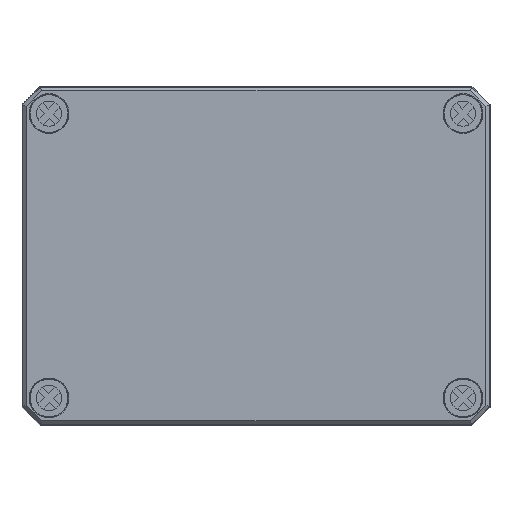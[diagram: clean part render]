
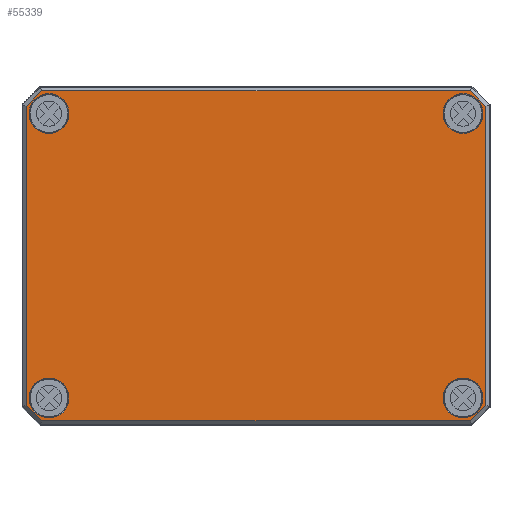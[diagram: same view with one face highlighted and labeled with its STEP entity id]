
A CAD part, top view. The second image highlights one B-rep face of the part: STEP entity #55339.
In plain terms, the highlighted planar face has unit normal (0, 0, 1).
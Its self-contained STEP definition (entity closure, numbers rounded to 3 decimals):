
#7776=LINE('',#99051,#12130);
#7777=LINE('',#99053,#12131);
#7778=LINE('',#99055,#12132);
#7779=LINE('',#99057,#12133);
#7780=LINE('',#99059,#12134);
#7781=LINE('',#99061,#12135);
#7782=LINE('',#99063,#12136);
#7783=LINE('',#99064,#12137);
#12130=VECTOR('',#68000,10.);
#12131=VECTOR('',#68001,10.);
#12132=VECTOR('',#68002,10.);
#12133=VECTOR('',#68003,10.);
#12134=VECTOR('',#68004,10.);
#12135=VECTOR('',#68005,10.);
#12136=VECTOR('',#68006,10.);
#12137=VECTOR('',#68007,10.);
#13158=FACE_BOUND('',#20492,.T.);
#13159=FACE_BOUND('',#20493,.T.);
#13160=FACE_BOUND('',#20494,.T.);
#13161=FACE_BOUND('',#20495,.T.);
#14232=PLANE('',#58356);
#16999=FACE_OUTER_BOUND('',#20491,.T.);
#20491=EDGE_LOOP('',(#49601,#49602,#49603,#49604,#49605,#49606,#49607,#49608));
#20492=EDGE_LOOP('',(#49609));
#20493=EDGE_LOOP('',(#49610));
#20494=EDGE_LOOP('',(#49611));
#20495=EDGE_LOOP('',(#49612));
#21943=CIRCLE('',#58351,5.53);
#21947=CIRCLE('',#58357,5.53);
#21948=CIRCLE('',#58358,5.53);
#21949=CIRCLE('',#58359,5.53);
#27062=VERTEX_POINT('',#99039);
#27065=VERTEX_POINT('',#99049);
#27066=VERTEX_POINT('',#99050);
#27067=VERTEX_POINT('',#99052);
#27068=VERTEX_POINT('',#99054);
#27069=VERTEX_POINT('',#99056);
#27070=VERTEX_POINT('',#99058);
#27071=VERTEX_POINT('',#99060);
#27072=VERTEX_POINT('',#99062);
#27073=VERTEX_POINT('',#99065);
#27074=VERTEX_POINT('',#99067);
#27075=VERTEX_POINT('',#99069);
#34650=EDGE_CURVE('',#27062,#27062,#21943,.T.);
#34655=EDGE_CURVE('',#27065,#27066,#7776,.T.);
#34656=EDGE_CURVE('',#27067,#27065,#7777,.T.);
#34657=EDGE_CURVE('',#27068,#27067,#7778,.T.);
#34658=EDGE_CURVE('',#27069,#27068,#7779,.T.);
#34659=EDGE_CURVE('',#27070,#27069,#7780,.T.);
#34660=EDGE_CURVE('',#27071,#27070,#7781,.T.);
#34661=EDGE_CURVE('',#27072,#27071,#7782,.T.);
#34662=EDGE_CURVE('',#27066,#27072,#7783,.T.);
#34663=EDGE_CURVE('',#27073,#27073,#21947,.T.);
#34664=EDGE_CURVE('',#27074,#27074,#21948,.T.);
#34665=EDGE_CURVE('',#27075,#27075,#21949,.T.);
#49601=ORIENTED_EDGE('',*,*,#34655,.F.);
#49602=ORIENTED_EDGE('',*,*,#34656,.F.);
#49603=ORIENTED_EDGE('',*,*,#34657,.F.);
#49604=ORIENTED_EDGE('',*,*,#34658,.F.);
#49605=ORIENTED_EDGE('',*,*,#34659,.F.);
#49606=ORIENTED_EDGE('',*,*,#34660,.F.);
#49607=ORIENTED_EDGE('',*,*,#34661,.F.);
#49608=ORIENTED_EDGE('',*,*,#34662,.F.);
#49609=ORIENTED_EDGE('',*,*,#34663,.F.);
#49610=ORIENTED_EDGE('',*,*,#34664,.F.);
#49611=ORIENTED_EDGE('',*,*,#34665,.F.);
#49612=ORIENTED_EDGE('',*,*,#34650,.F.);
#55339=ADVANCED_FACE('',(#16999,#13158,#13159,#13160,#13161),#14232,.T.);
#58351=AXIS2_PLACEMENT_3D('',#99040,#67987,#67988);
#58356=AXIS2_PLACEMENT_3D('',#99048,#67998,#67999);
#58357=AXIS2_PLACEMENT_3D('',#99066,#68008,#68009);
#58358=AXIS2_PLACEMENT_3D('',#99068,#68010,#68011);
#58359=AXIS2_PLACEMENT_3D('',#99070,#68012,#68013);
#67987=DIRECTION('center_axis',(0.,0.,1.));
#67988=DIRECTION('ref_axis',(-1.,0.,0.));
#67998=DIRECTION('center_axis',(0.,0.,1.));
#67999=DIRECTION('ref_axis',(1.,0.,0.));
#68000=DIRECTION('',(0.707,-0.707,0.));
#68001=DIRECTION('',(1.,0.,0.));
#68002=DIRECTION('',(0.707,0.707,0.));
#68003=DIRECTION('',(0.,1.,0.));
#68004=DIRECTION('',(-0.707,0.707,0.));
#68005=DIRECTION('',(-1.,0.,0.));
#68006=DIRECTION('',(-0.707,-0.707,0.));
#68007=DIRECTION('',(0.,-1.,0.));
#68008=DIRECTION('center_axis',(0.,0.,1.));
#68009=DIRECTION('ref_axis',(1.,0.,0.));
#68010=DIRECTION('center_axis',(0.,0.,1.));
#68011=DIRECTION('ref_axis',(1.,0.,0.));
#68012=DIRECTION('center_axis',(0.,0.,1.));
#68013=DIRECTION('ref_axis',(-1.,0.,0.));
#99039=CARTESIAN_POINT('',(-51.97,39.5,15.));
#99040=CARTESIAN_POINT('Origin',(-57.5,39.5,15.));
#99048=CARTESIAN_POINT('Origin',(0.,0.,
15.));
#99049=CARTESIAN_POINT('',(59.532,45.869,15.));
#99050=CARTESIAN_POINT('',(63.869,41.532,15.));
#99051=CARTESIAN_POINT('',(55.95,49.45,15.));
#99052=CARTESIAN_POINT('',(-59.532,45.869,15.));
#99053=CARTESIAN_POINT('',(-30.,45.869,15.));
#99054=CARTESIAN_POINT('',(-63.869,41.532,15.));
#99055=CARTESIAN_POINT('',(-58.45,46.95,15.));
#99056=CARTESIAN_POINT('',(-63.869,-41.532,15.));
#99057=CARTESIAN_POINT('',(-63.869,-21.,15.));
#99058=CARTESIAN_POINT('',(-59.532,-45.869,15.));
#99059=CARTESIAN_POINT('',(-55.95,-49.45,15.));
#99060=CARTESIAN_POINT('',(59.532,-45.869,15.));
#99061=CARTESIAN_POINT('',(30.,-45.869,15.));
#99062=CARTESIAN_POINT('',(63.869,-41.532,15.));
#99063=CARTESIAN_POINT('',(58.45,-46.95,15.));
#99064=CARTESIAN_POINT('',(63.869,21.,15.));
#99065=CARTESIAN_POINT('',(63.03,39.5,15.));
#99066=CARTESIAN_POINT('Origin',(57.5,39.5,15.));
#99067=CARTESIAN_POINT('',(63.03,-39.5,15.));
#99068=CARTESIAN_POINT('Origin',(57.5,-39.5,15.));
#99069=CARTESIAN_POINT('',(-51.97,-39.5,15.));
#99070=CARTESIAN_POINT('Origin',(-57.5,-39.5,15.));
